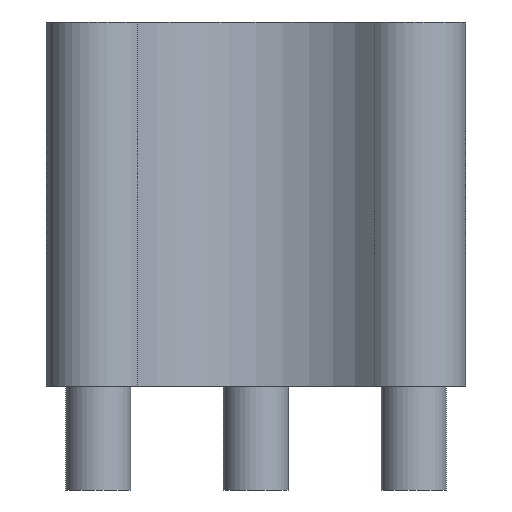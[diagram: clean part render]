
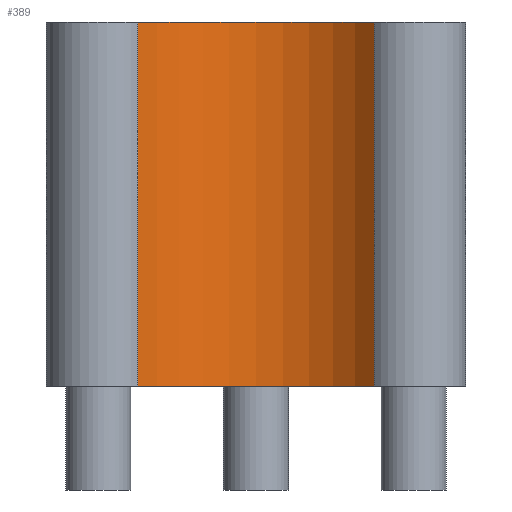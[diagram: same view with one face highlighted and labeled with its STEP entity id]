
A CAD part, front view. The second image highlights one B-rep face of the part: STEP entity #389.
In plain terms, the highlighted cylindrical face has radius 6 mm (diameter 12 mm), a partial arc.
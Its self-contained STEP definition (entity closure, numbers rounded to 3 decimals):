
#261=CARTESIAN_POINT('Vertex',(4.547,-4.805,-10.)) ;
#264=CARTESIAN_POINT('Axis2P3D Location',(0.,-8.72,-10.)) ;
#268=CARTESIAN_POINT('Vertex',(-4.547,-4.805,-10.)) ;
#351=CARTESIAN_POINT('Vertex',(4.547,-4.805,4.)) ;
#354=CARTESIAN_POINT('Line Origine',(4.547,-4.805,-3.)) ;
#366=CARTESIAN_POINT('Axis2P3D Location',(0.,-8.72,-3.)) ;
#371=CARTESIAN_POINT('Axis2P3D Location',(0.,-8.72,4.)) ;
#375=CARTESIAN_POINT('Vertex',(-4.547,-4.805,4.)) ;
#378=CARTESIAN_POINT('Line Origine',(-4.547,-4.805,-3.)) ;
#265=DIRECTION('Axis2P3D Direction',(0.,0.,1.)) ;
#355=DIRECTION('Vector Direction',(0.,0.,1.)) ;
#367=DIRECTION('Axis2P3D Direction',(0.,0.,1.)) ;
#368=DIRECTION('Axis2P3D XDirection',(0.758,0.653,0.)) ;
#372=DIRECTION('Axis2P3D Direction',(0.,0.,1.)) ;
#379=DIRECTION('Vector Direction',(0.,0.,1.)) ;
#266=AXIS2_PLACEMENT_3D('Circle Axis2P3D',#264,#265,$) ;
#369=AXIS2_PLACEMENT_3D('Cylinder Axis2P3D',#366,#367,#368) ;
#373=AXIS2_PLACEMENT_3D('Circle Axis2P3D',#371,#372,$) ;
#384=ORIENTED_EDGE('',*,*,#270,.T.) ;
#385=ORIENTED_EDGE('',*,*,#358,.F.) ;
#386=ORIENTED_EDGE('',*,*,#377,.F.) ;
#387=ORIENTED_EDGE('',*,*,#382,.T.) ;
#356=VECTOR('Line Direction',#355,1.) ;
#380=VECTOR('Line Direction',#379,1.) ;
#389=ADVANCED_FACE('Corps principal',(#388),#370,.F.) ;
#267=CIRCLE('generated circle',#266,6.) ;
#374=CIRCLE('generated circle',#373,6.) ;
#370=CYLINDRICAL_SURFACE('generated cylinder',#369,6.) ;
#270=EDGE_CURVE('',#269,#262,#267,.F.) ;
#358=EDGE_CURVE('',#352,#262,#357,.F.) ;
#377=EDGE_CURVE('',#376,#352,#374,.F.) ;
#382=EDGE_CURVE('',#376,#269,#381,.F.) ;
#383=EDGE_LOOP('',(#384,#385,#386,#387)) ;
#388=FACE_OUTER_BOUND('',#383,.T.) ;
#357=LINE('Line',#354,#356) ;
#381=LINE('Line',#378,#380) ;
#262=VERTEX_POINT('',#261) ;
#269=VERTEX_POINT('',#268) ;
#352=VERTEX_POINT('',#351) ;
#376=VERTEX_POINT('',#375) ;
